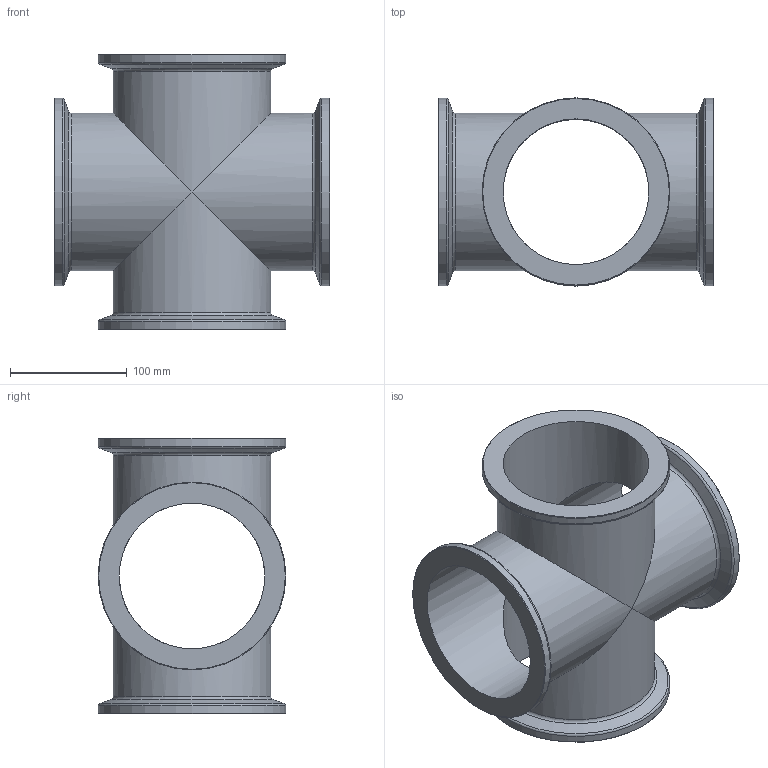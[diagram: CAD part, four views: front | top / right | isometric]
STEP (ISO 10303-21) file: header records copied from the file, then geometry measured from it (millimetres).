
FILE_DESCRIPTION(/* description */ (''),/* implementation_level */ '2;1');
FILE_NAME(/* name */ '33.125007.251.712',/* time_stamp */ '2019-06-17T11:18:00+02:00',/* author */ ('Murat Coskun Bicak'),/* organization */ ('Evac AG'),/* preprocessor_version */ 'ST-DEVELOPER v16.7',/* originating_system */ 'DEX',/* authorisation */ $);
FILE_SCHEMA (('AUTOMOTIVE_DESIGN {1 0 10303 214 3 1 1}'));
Length unit declared in the file: millimetre
Products named in the file (1): 33.125007.251.712
Bounding box: 236 x 161 x 236 mm (x, y, z)
Volume: 873990.6 mm3; surface area: 300564.6 mm2
Topology: 1 solids, 1 shells, 32 faces, 77 edges, 45 vertices
Faces by surface type: cylinder 12, cone 8, torus 8, plane 4
Full cylindrical faces by diameter (mm): 125 x4, 135 x4, 161 x4
Entity records: 710 total; most frequent: DIRECTION 138, CARTESIAN_POINT 101, ORIENTED_EDGE 72, AXIS2_PLACEMENT_3D 69, EDGE_LOOP 64, FACE_BOUND 64, EDGE_CURVE 36, VERTEX_POINT 32
